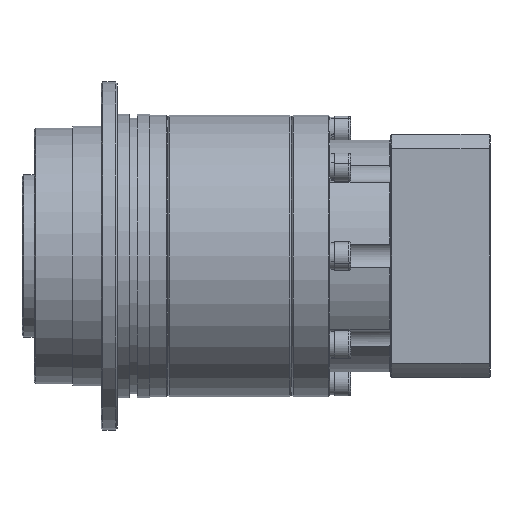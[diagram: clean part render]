
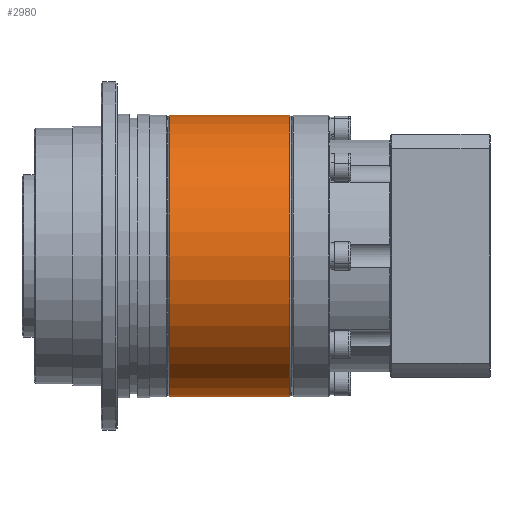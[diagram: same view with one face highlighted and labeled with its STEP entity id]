
A CAD part, front view. The second image highlights one B-rep face of the part: STEP entity #2980.
In plain terms, the highlighted cylindrical face has radius 34.75 mm (diameter 69.5 mm), a partial arc.
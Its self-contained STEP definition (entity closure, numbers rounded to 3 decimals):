
#190 = DIRECTION ( 'NONE',  ( 0., 0., -1. ) ) ;
#618 = LINE ( 'NONE', #7410, #16863 ) ;
#1317 = ORIENTED_EDGE ( 'NONE', *, *, #14986, .T. ) ;
#2980 = ADVANCED_FACE ( 'NONE', ( #9036 ), #12694, .T. ) ;
#4033 = DIRECTION ( 'NONE',  ( -1., 0., 0. ) ) ;
#4516 = VERTEX_POINT ( 'NONE', #7864 ) ;
#5182 = VECTOR ( 'NONE', #18134, 1000. ) ;
#5451 = ORIENTED_EDGE ( 'NONE', *, *, #14477, .T. ) ;
#6138 = CARTESIAN_POINT ( 'NONE',  ( 30.1, 0., 0. ) ) ;
#6772 = AXIS2_PLACEMENT_3D ( 'NONE', #18186, #4033, #8813 ) ;
#7410 = CARTESIAN_POINT ( 'NONE',  ( 0., 0., 34.75 ) ) ;
#7719 = DIRECTION ( 'NONE',  ( 0., 0., 1. ) ) ;
#7809 = AXIS2_PLACEMENT_3D ( 'NONE', #19031, #9668, #190 ) ;
#7864 = CARTESIAN_POINT ( 'NONE',  ( 30.1, 0., 34.75 ) ) ;
#8054 = CIRCLE ( 'NONE', #8079, 34.75 ) ;
#8079 = AXIS2_PLACEMENT_3D ( 'NONE', #6138, #17112, #7719 ) ;
#8250 = CARTESIAN_POINT ( 'NONE',  ( 30.1, 0., -34.75 ) ) ;
#8813 = DIRECTION ( 'NONE',  ( 0., 0., 1. ) ) ;
#9036 = FACE_OUTER_BOUND ( 'NONE', #15569, .T. ) ;
#9380 = LINE ( 'NONE', #11834, #5182 ) ;
#9542 = CARTESIAN_POINT ( 'NONE',  ( 0.4, 0., 34.75 ) ) ;
#9668 = DIRECTION ( 'NONE',  ( 1., 0., 0. ) ) ;
#11138 = VERTEX_POINT ( 'NONE', #12693 ) ;
#11834 = CARTESIAN_POINT ( 'NONE',  ( 0., 0., -34.75 ) ) ;
#12693 = CARTESIAN_POINT ( 'NONE',  ( 0.4, 0., -34.75 ) ) ;
#12694 = CYLINDRICAL_SURFACE ( 'NONE', #6772, 34.75 ) ;
#13375 = ORIENTED_EDGE ( 'NONE', *, *, #15513, .F. ) ;
#13967 = EDGE_CURVE ( 'NONE', #16985, #11138, #18608, .T. ) ;
#14477 = EDGE_CURVE ( 'NONE', #14745, #4516, #8054, .T. ) ;
#14745 = VERTEX_POINT ( 'NONE', #8250 ) ;
#14986 = EDGE_CURVE ( 'NONE', #4516, #16985, #618, .T. ) ;
#15439 = ORIENTED_EDGE ( 'NONE', *, *, #13967, .T. ) ;
#15513 = EDGE_CURVE ( 'NONE', #14745, #11138, #9380, .T. ) ;
#15569 = EDGE_LOOP ( 'NONE', ( #13375, #5451, #1317, #15439 ) ) ;
#16863 = VECTOR ( 'NONE', #16865, 1000. ) ;
#16865 = DIRECTION ( 'NONE',  ( -1., 0., 0. ) ) ;
#16985 = VERTEX_POINT ( 'NONE', #9542 ) ;
#17112 = DIRECTION ( 'NONE',  ( -1., 0., 0. ) ) ;
#18134 = DIRECTION ( 'NONE',  ( -1., 0., 0. ) ) ;
#18186 = CARTESIAN_POINT ( 'NONE',  ( 0., 0., 0. ) ) ;
#18608 = CIRCLE ( 'NONE', #7809, 34.75 ) ;
#19031 = CARTESIAN_POINT ( 'NONE',  ( 0.4, 0., 0. ) ) ;
